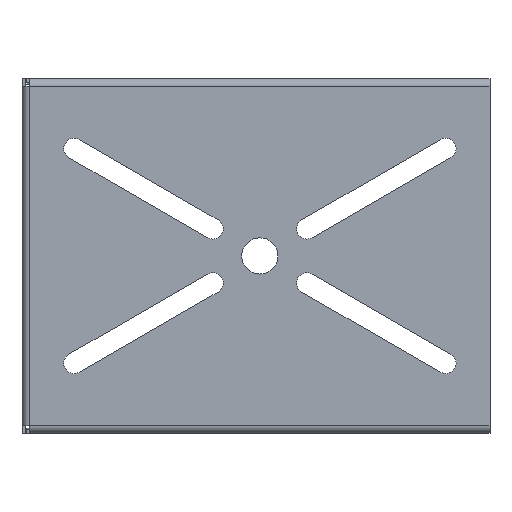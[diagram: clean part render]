
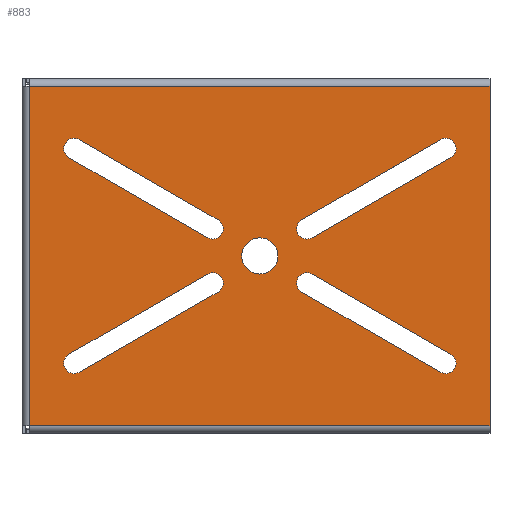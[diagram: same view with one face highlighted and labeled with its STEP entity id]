
A CAD part, top view. The second image highlights one B-rep face of the part: STEP entity #883.
In plain terms, the highlighted planar face has unit normal (0, 0, 1).
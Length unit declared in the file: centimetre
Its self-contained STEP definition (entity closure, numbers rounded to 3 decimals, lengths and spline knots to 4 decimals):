
#20=FACE_BOUND('',#161,.T.);
#21=FACE_BOUND('',#162,.T.);
#22=FACE_BOUND('',#163,.T.);
#23=FACE_BOUND('',#164,.T.);
#24=FACE_BOUND('',#165,.T.);
#62=PLANE('',#965);
#111=FACE_OUTER_BOUND('',#160,.T.);
#160=EDGE_LOOP('',(#779,#780,#781,#782));
#161=EDGE_LOOP('',(#783,#784,#785,#786));
#162=EDGE_LOOP('',(#787,#788,#789,#790));
#163=EDGE_LOOP('',(#791,#792,#793,#794));
#164=EDGE_LOOP('',(#795,#796,#797,#798));
#165=EDGE_LOOP('',(#799));
#174=LINE('',#1236,#265);
#178=LINE('',#1247,#269);
#182=LINE('',#1260,#273);
#186=LINE('',#1271,#277);
#190=LINE('',#1284,#281);
#194=LINE('',#1295,#285);
#198=LINE('',#1308,#289);
#202=LINE('',#1319,#293);
#224=LINE('',#1373,#315);
#249=LINE('',#1435,#340);
#261=LINE('',#1464,#352);
#262=LINE('',#1466,#353);
#265=VECTOR('',#982,1.);
#269=VECTOR('',#994,1.);
#273=VECTOR('',#1006,1.);
#277=VECTOR('',#1018,1.);
#281=VECTOR('',#1030,1.);
#285=VECTOR('',#1042,1.);
#289=VECTOR('',#1054,1.);
#293=VECTOR('',#1066,1.);
#315=VECTOR('',#1114,1.);
#340=VECTOR('',#1173,1.);
#352=VECTOR('',#1213,1.);
#353=VECTOR('',#1216,1.);
#354=CIRCLE('',#889,4.);
#356=CIRCLE('',#893,4.);
#358=CIRCLE('',#897,4.);
#360=CIRCLE('',#901,4.);
#362=CIRCLE('',#905,4.);
#364=CIRCLE('',#909,4.);
#366=CIRCLE('',#913,4.);
#368=CIRCLE('',#917,4.);
#383=CIRCLE('',#959,7.);
#384=VERTEX_POINT('',#1226);
#385=VERTEX_POINT('',#1227);
#388=VERTEX_POINT('',#1235);
#390=VERTEX_POINT('',#1241);
#392=VERTEX_POINT('',#1250);
#393=VERTEX_POINT('',#1251);
#396=VERTEX_POINT('',#1259);
#398=VERTEX_POINT('',#1265);
#400=VERTEX_POINT('',#1274);
#401=VERTEX_POINT('',#1275);
#404=VERTEX_POINT('',#1283);
#406=VERTEX_POINT('',#1289);
#408=VERTEX_POINT('',#1298);
#409=VERTEX_POINT('',#1299);
#412=VERTEX_POINT('',#1307);
#414=VERTEX_POINT('',#1313);
#426=VERTEX_POINT('',#1346);
#434=VERTEX_POINT('',#1371);
#447=VERTEX_POINT('',#1411);
#454=VERTEX_POINT('',#1434);
#457=VERTEX_POINT('',#1453);
#458=EDGE_CURVE('',#384,#385,#354,.T.);
#462=EDGE_CURVE('',#385,#388,#174,.T.);
#465=EDGE_CURVE('',#388,#390,#356,.T.);
#468=EDGE_CURVE('',#390,#384,#178,.T.);
#470=EDGE_CURVE('',#392,#393,#358,.T.);
#474=EDGE_CURVE('',#393,#396,#182,.T.);
#477=EDGE_CURVE('',#396,#398,#360,.T.);
#480=EDGE_CURVE('',#398,#392,#186,.T.);
#482=EDGE_CURVE('',#400,#401,#362,.T.);
#486=EDGE_CURVE('',#401,#404,#190,.T.);
#489=EDGE_CURVE('',#404,#406,#364,.T.);
#492=EDGE_CURVE('',#406,#400,#194,.T.);
#494=EDGE_CURVE('',#408,#409,#366,.T.);
#498=EDGE_CURVE('',#409,#412,#198,.T.);
#501=EDGE_CURVE('',#412,#414,#368,.T.);
#504=EDGE_CURVE('',#414,#408,#202,.T.);
#531=EDGE_CURVE('',#434,#426,#224,.T.);
#561=EDGE_CURVE('',#454,#447,#249,.T.);
#572=EDGE_CURVE('',#457,#457,#383,.T.);
#577=EDGE_CURVE('',#454,#434,#261,.T.);
#578=EDGE_CURVE('',#447,#426,#262,.T.);
#779=ORIENTED_EDGE('',*,*,#577,.F.);
#780=ORIENTED_EDGE('',*,*,#561,.T.);
#781=ORIENTED_EDGE('',*,*,#578,.T.);
#782=ORIENTED_EDGE('',*,*,#531,.F.);
#783=ORIENTED_EDGE('',*,*,#465,.T.);
#784=ORIENTED_EDGE('',*,*,#468,.T.);
#785=ORIENTED_EDGE('',*,*,#458,.T.);
#786=ORIENTED_EDGE('',*,*,#462,.T.);
#787=ORIENTED_EDGE('',*,*,#477,.T.);
#788=ORIENTED_EDGE('',*,*,#480,.T.);
#789=ORIENTED_EDGE('',*,*,#470,.T.);
#790=ORIENTED_EDGE('',*,*,#474,.T.);
#791=ORIENTED_EDGE('',*,*,#489,.T.);
#792=ORIENTED_EDGE('',*,*,#492,.T.);
#793=ORIENTED_EDGE('',*,*,#482,.T.);
#794=ORIENTED_EDGE('',*,*,#486,.T.);
#795=ORIENTED_EDGE('',*,*,#501,.T.);
#796=ORIENTED_EDGE('',*,*,#504,.T.);
#797=ORIENTED_EDGE('',*,*,#494,.T.);
#798=ORIENTED_EDGE('',*,*,#498,.T.);
#799=ORIENTED_EDGE('',*,*,#572,.T.);
#883=ADVANCED_FACE('',(#111,#20,#21,#22,#23,#24),#62,.F.);
#889=AXIS2_PLACEMENT_3D('',#1228,#974,#975);
#893=AXIS2_PLACEMENT_3D('',#1242,#987,#988);
#897=AXIS2_PLACEMENT_3D('',#1252,#998,#999);
#901=AXIS2_PLACEMENT_3D('',#1266,#1011,#1012);
#905=AXIS2_PLACEMENT_3D('',#1276,#1022,#1023);
#909=AXIS2_PLACEMENT_3D('',#1290,#1035,#1036);
#913=AXIS2_PLACEMENT_3D('',#1300,#1046,#1047);
#917=AXIS2_PLACEMENT_3D('',#1314,#1059,#1060);
#959=AXIS2_PLACEMENT_3D('',#1455,#1199,#1200);
#965=AXIS2_PLACEMENT_3D('',#1467,#1217,#1218);
#974=DIRECTION('center_axis',(0.,0.,-1.));
#975=DIRECTION('ref_axis',(-0.866,0.5,0.));
#982=DIRECTION('',(-0.866,0.5,0.));
#987=DIRECTION('center_axis',(0.,0.,-1.));
#988=DIRECTION('ref_axis',(-0.866,0.5,0.));
#994=DIRECTION('',(0.866,-0.5,0.));
#998=DIRECTION('center_axis',(0.,0.,-1.));
#999=DIRECTION('ref_axis',(0.866,-0.5,0.));
#1006=DIRECTION('',(0.866,-0.5,0.));
#1011=DIRECTION('center_axis',(0.,0.,-1.));
#1012=DIRECTION('ref_axis',(0.866,-0.5,0.));
#1018=DIRECTION('',(-0.866,0.5,0.));
#1022=DIRECTION('center_axis',(0.,0.,-1.));
#1023=DIRECTION('ref_axis',(0.866,0.5,0.));
#1030=DIRECTION('',(0.866,0.5,0.));
#1035=DIRECTION('center_axis',(0.,0.,-1.));
#1036=DIRECTION('ref_axis',(0.866,0.5,0.));
#1042=DIRECTION('',(-0.866,-0.5,0.));
#1046=DIRECTION('center_axis',(0.,0.,-1.));
#1047=DIRECTION('ref_axis',(-0.866,-0.5,0.));
#1054=DIRECTION('',(-0.866,-0.5,0.));
#1059=DIRECTION('center_axis',(0.,0.,-1.));
#1060=DIRECTION('ref_axis',(-0.866,-0.5,0.));
#1066=DIRECTION('',(0.866,0.5,0.));
#1114=DIRECTION('',(-1.,0.,0.));
#1173=DIRECTION('',(-1.,0.,0.));
#1199=DIRECTION('center_axis',(0.,0.,-1.));
#1200=DIRECTION('ref_axis',(0.,1.,0.));
#1213=DIRECTION('',(0.,-1.,0.));
#1216=DIRECTION('',(0.,-1.,0.));
#1217=DIRECTION('center_axis',(0.,0.,-1.));
#1218=DIRECTION('ref_axis',(-0.866,0.5,0.));
#1226=CARTESIAN_POINT('',(172.2035,-6.8089,88.4268));
#1227=CARTESIAN_POINT('',(168.2035,-13.7371,88.4268));
#1228=CARTESIAN_POINT('Origin',(170.2035,-10.273,88.4268));
#1235=CARTESIAN_POINT('',(114.5099,17.2629,88.4268));
#1236=CARTESIAN_POINT('',(186.7148,-24.4246,88.4268));
#1241=CARTESIAN_POINT('',(118.5099,24.1911,88.4268));
#1242=CARTESIAN_POINT('Origin',(116.5099,20.727,88.4268));
#1247=CARTESIAN_POINT('',(190.7148,-17.4964,88.4268));
#1250=CARTESIAN_POINT('',(204.5765,-34.7371,88.4268));
#1251=CARTESIAN_POINT('',(208.5765,-27.8089,88.4268));
#1252=CARTESIAN_POINT('Origin',(206.5765,-31.273,88.4268));
#1259=CARTESIAN_POINT('',(262.2701,-58.8089,88.4268));
#1260=CARTESIAN_POINT('',(235.7481,-43.4964,88.4268));
#1265=CARTESIAN_POINT('',(258.2701,-65.7371,88.4268));
#1266=CARTESIAN_POINT('Origin',(260.2701,-62.273,88.4268));
#1271=CARTESIAN_POINT('',(231.7481,-50.4246,88.4268));
#1274=CARTESIAN_POINT('',(208.5765,-13.7371,88.4268));
#1275=CARTESIAN_POINT('',(204.5765,-6.8089,88.4268));
#1276=CARTESIAN_POINT('Origin',(206.5765,-10.273,88.4268));
#1283=CARTESIAN_POINT('',(258.2701,24.1911,88.4268));
#1284=CARTESIAN_POINT('',(220.3274,2.2848,88.4268));
#1289=CARTESIAN_POINT('',(262.2701,17.2629,88.4268));
#1290=CARTESIAN_POINT('Origin',(260.2701,20.727,88.4268));
#1295=CARTESIAN_POINT('',(224.3274,-4.6434,88.4268));
#1298=CARTESIAN_POINT('',(168.2035,-27.8089,88.4268));
#1299=CARTESIAN_POINT('',(172.2035,-34.7371,88.4268));
#1300=CARTESIAN_POINT('Origin',(170.2035,-31.273,88.4268));
#1307=CARTESIAN_POINT('',(118.5099,-65.7371,88.4268));
#1308=CARTESIAN_POINT('',(179.294,-30.6434,88.4268));
#1313=CARTESIAN_POINT('',(114.5099,-58.8089,88.4268));
#1314=CARTESIAN_POINT('Origin',(116.5099,-62.273,88.4268));
#1319=CARTESIAN_POINT('',(175.294,-23.7152,88.4268));
#1346=CARTESIAN_POINT('',(99.39,-86.3727,88.4268));
#1371=CARTESIAN_POINT('',(277.39,-86.3727,88.4268));
#1373=CARTESIAN_POINT('',(215.6125,-86.3727,88.4268));
#1411=CARTESIAN_POINT('',(99.39,44.8267,88.4268));
#1434=CARTESIAN_POINT('',(277.39,44.8267,88.4268));
#1435=CARTESIAN_POINT('',(215.6125,44.8267,88.4268));
#1453=CARTESIAN_POINT('',(188.39,-27.773,88.4268));
#1455=CARTESIAN_POINT('Origin',(188.39,-20.773,88.4268));
#1464=CARTESIAN_POINT('',(277.39,37.9686,88.4268));
#1466=CARTESIAN_POINT('',(99.39,37.9686,88.4268));
#1467=CARTESIAN_POINT('Origin',(234.0728,-47.148,88.4268));
